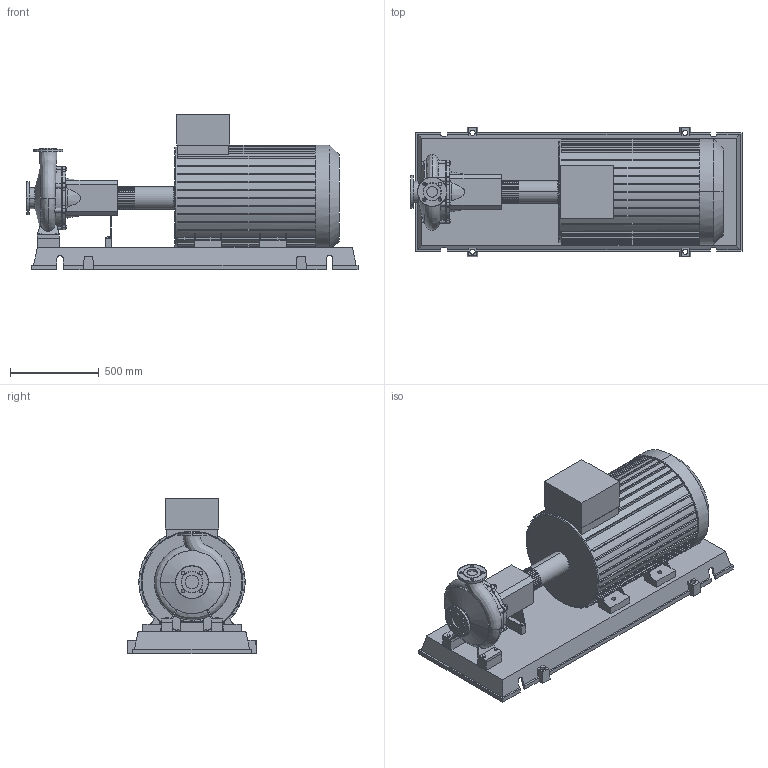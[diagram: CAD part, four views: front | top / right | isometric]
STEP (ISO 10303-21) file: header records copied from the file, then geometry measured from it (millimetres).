
FILE_DESCRIPTION((''),'2;1');
FILE_NAME('3d_NL50_315-75-2-12-4109133.stp','2015-03-03T07:13:03',(''),(''),'Mechanical Desktop 2009','Mechanical Desktop 2009',', , ');
FILE_SCHEMA(('CONFIG_CONTROL_DESIGN'));
Length unit declared in the file: millimetre
Products named in the file (1): Product
Bounding box: 1872.5 x 730 x 875 mm (x, y, z)
Volume: 317378739.6 mm3; surface area: 8188853.3 mm2
Topology: 15 solids, 15 shells, 879 faces, 2299 edges, 1515 vertices
Faces by surface type: plane 458, cylinder 203, bspline 202, cone 10, torus 6
Entity records: 31681 total; most frequent: CARTESIAN_POINT 10071, ORIENTED_EDGE 4600, DIRECTION 4254, EDGE_CURVE 2300, VERTEX_POINT 1513, VECTOR 1460, LINE 1460, AXIS2_PLACEMENT_3D 1397
